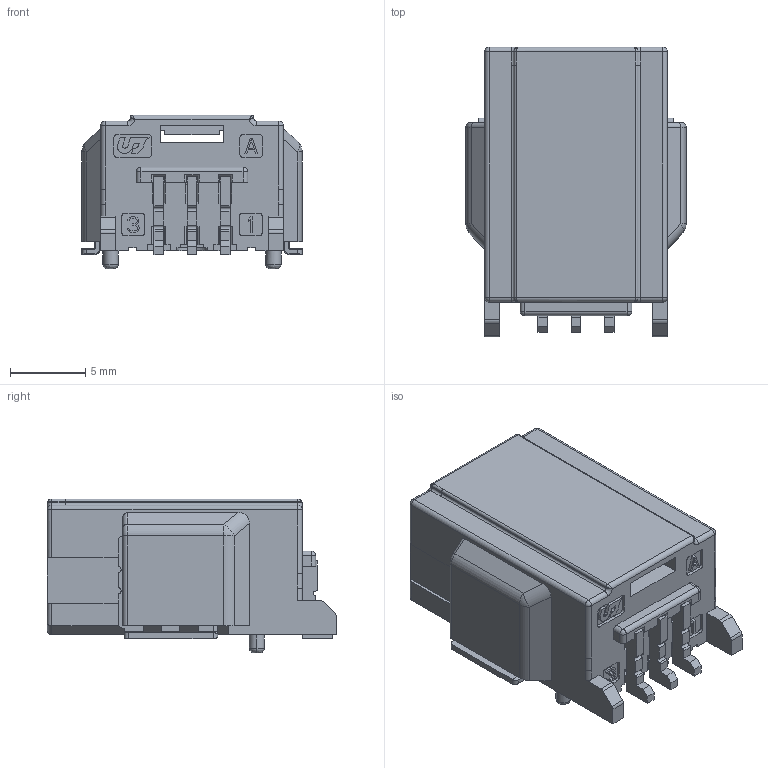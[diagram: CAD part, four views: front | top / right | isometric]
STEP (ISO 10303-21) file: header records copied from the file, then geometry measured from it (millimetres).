
FILE_DESCRIPTION((''),'2;1');
FILE_NAME('CUSTOMER_025_3M_ASSY_H_B','2017-03-08T',('parkkh'),(''),'CREO PARAMETRIC BY PTC INC, 2015290','CREO PARAMETRIC BY PTC INC, 2015290','');
FILE_SCHEMA(('CONFIG_CONTROL_DESIGN'));
Length unit declared in the file: millimetre
Products named in the file (1): CUSTOMER_025_3M_ASSY_H_B
Bounding box: 14.6 x 19.2 x 10.2 mm (x, y, z)
Volume: 933.7 mm3; surface area: 1874.4 mm2
Topology: 1 solids, 1 shells, 671 faces, 1877 edges, 1190 vertices
Faces by surface type: plane 469, cylinder 161, bspline 16, torus 9, sphere 8, cone 8
Entity records: 22987 total; most frequent: CARTESIAN_POINT 5648, ORIENTED_EDGE 3730, DIRECTION 3465, EDGE_CURVE 1865, VECTOR 1475, LINE 1475, VERTEX_POINT 1190, AXIS2_PLACEMENT_3D 995
